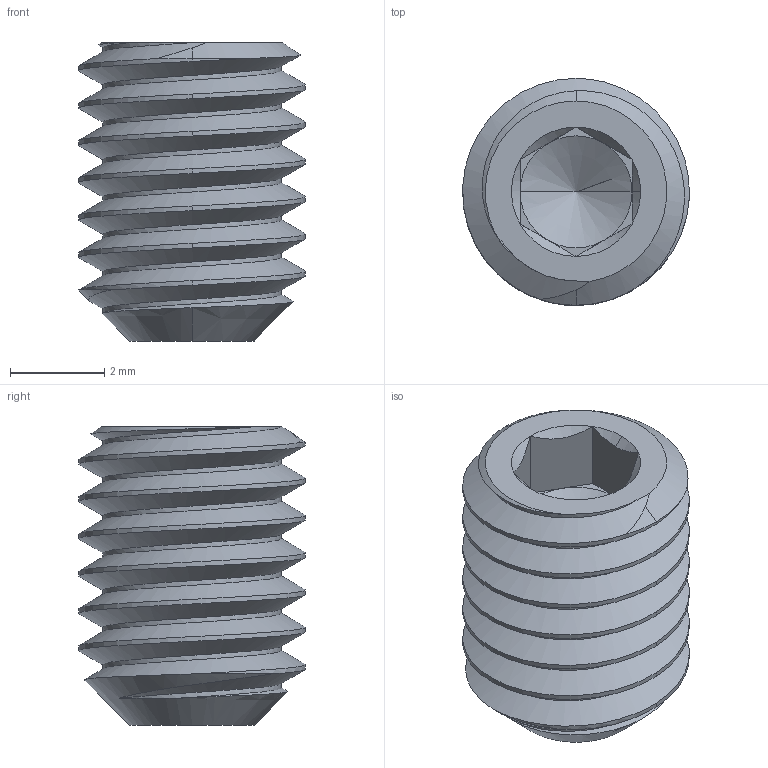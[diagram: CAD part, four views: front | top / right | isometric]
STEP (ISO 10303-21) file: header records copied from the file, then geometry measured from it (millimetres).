
FILE_DESCRIPTION (( 'STEP AP203' ), '1' );
FILE_NAME ('92313A825.step', '2013-07-29T14:35:57', ( 'Admin' ), ( 'Microsoft' ), 'SwSTEP 2.0', 'SolidWorks 2012', '' );
FILE_SCHEMA (( 'CONFIG_CONTROL_DESIGN' ));
Length unit declared in the file: inch
Products named in the file (1): 92313A825
Bounding box: 4.82 x 4.83 x 6.35 mm (x, y, z)
Volume: 78.6 mm3; surface area: 173.7 mm2
Topology: 1 solids, 1 shells, 46 faces, 112 edges, 65 vertices
Faces by surface type: cone 16, cylinder 14, plane 13, bspline 3
Entity records: 2730 total; most frequent: CARTESIAN_POINT 1724, ORIENTED_EDGE 216, DIRECTION 168, EDGE_CURVE 108, VERTEX_POINT 65, AXIS2_PLACEMENT_3D 64, EDGE_LOOP 47, FACE_OUTER_BOUND 46
